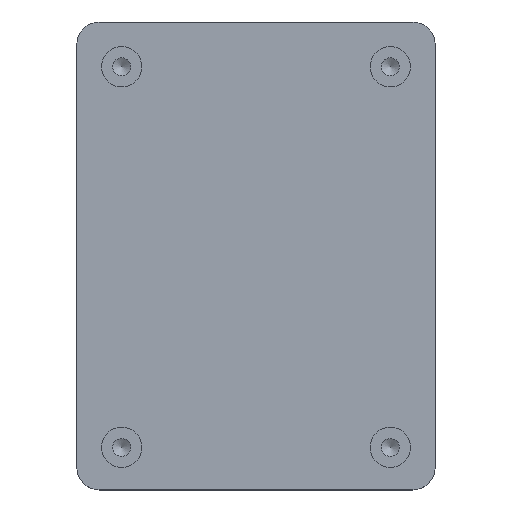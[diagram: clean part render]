
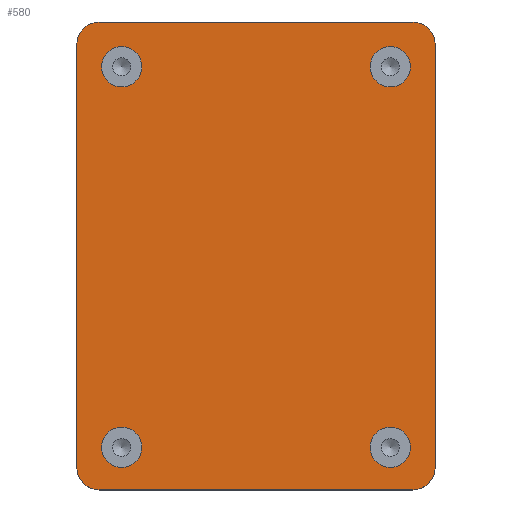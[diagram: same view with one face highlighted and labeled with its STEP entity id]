
A CAD part, top view. The second image highlights one B-rep face of the part: STEP entity #580.
In plain terms, the highlighted planar face has unit normal (0, 0, 1).
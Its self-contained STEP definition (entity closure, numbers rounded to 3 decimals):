
#31=FACE_BOUND('',#137,.T.);
#32=FACE_BOUND('',#138,.T.);
#33=FACE_BOUND('',#139,.T.);
#34=FACE_BOUND('',#140,.T.);
#52=PLANE('',#662);
#88=FACE_OUTER_BOUND('',#136,.T.);
#136=EDGE_LOOP('',(#519,#520,#521,#522,#523,#524,#525,#526));
#137=EDGE_LOOP('',(#527));
#138=EDGE_LOOP('',(#528));
#139=EDGE_LOOP('',(#529));
#140=EDGE_LOOP('',(#530));
#150=LINE('',#873,#192);
#165=LINE('',#912,#207);
#178=LINE('',#993,#220);
#181=LINE('',#1001,#223);
#192=VECTOR('',#690,10.);
#207=VECTOR('',#727,10.);
#220=VECTOR('',#826,10.);
#223=VECTOR('',#835,10.);
#233=CIRCLE('',#612,5.);
#234=CIRCLE('',#615,5.);
#251=CIRCLE('',#646,4.5);
#252=CIRCLE('',#649,4.5);
#253=CIRCLE('',#652,4.5);
#254=CIRCLE('',#655,4.5);
#255=CIRCLE('',#658,5.);
#256=CIRCLE('',#661,5.);
#267=VERTEX_POINT('',#870);
#268=VERTEX_POINT('',#872);
#279=VERTEX_POINT('',#904);
#280=VERTEX_POINT('',#906);
#281=VERTEX_POINT('',#910);
#299=VERTEX_POINT('',#967);
#301=VERTEX_POINT('',#974);
#303=VERTEX_POINT('',#981);
#305=VERTEX_POINT('',#988);
#306=VERTEX_POINT('',#992);
#307=VERTEX_POINT('',#996);
#308=VERTEX_POINT('',#1000);
#322=EDGE_CURVE('',#268,#267,#150,.T.);
#339=EDGE_CURVE('',#280,#279,#233,.T.);
#342=EDGE_CURVE('',#279,#281,#165,.T.);
#343=EDGE_CURVE('',#281,#268,#234,.T.);
#365=EDGE_CURVE('',#299,#299,#251,.T.);
#368=EDGE_CURVE('',#301,#301,#252,.T.);
#371=EDGE_CURVE('',#303,#303,#253,.T.);
#374=EDGE_CURVE('',#305,#305,#254,.T.);
#376=EDGE_CURVE('',#306,#280,#178,.T.);
#378=EDGE_CURVE('',#307,#306,#255,.T.);
#380=EDGE_CURVE('',#308,#307,#181,.T.);
#382=EDGE_CURVE('',#267,#308,#256,.T.);
#519=ORIENTED_EDGE('',*,*,#339,.T.);
#520=ORIENTED_EDGE('',*,*,#342,.T.);
#521=ORIENTED_EDGE('',*,*,#343,.T.);
#522=ORIENTED_EDGE('',*,*,#322,.T.);
#523=ORIENTED_EDGE('',*,*,#382,.T.);
#524=ORIENTED_EDGE('',*,*,#380,.T.);
#525=ORIENTED_EDGE('',*,*,#378,.T.);
#526=ORIENTED_EDGE('',*,*,#376,.T.);
#527=ORIENTED_EDGE('',*,*,#365,.T.);
#528=ORIENTED_EDGE('',*,*,#368,.T.);
#529=ORIENTED_EDGE('',*,*,#371,.T.);
#530=ORIENTED_EDGE('',*,*,#374,.T.);
#580=ADVANCED_FACE('',(#88,#31,#32,#33,#34),#52,.T.);
#612=AXIS2_PLACEMENT_3D('',#907,#721,#722);
#615=AXIS2_PLACEMENT_3D('',#914,#730,#731);
#646=AXIS2_PLACEMENT_3D('',#968,#797,#798);
#649=AXIS2_PLACEMENT_3D('',#975,#805,#806);
#652=AXIS2_PLACEMENT_3D('',#982,#813,#814);
#655=AXIS2_PLACEMENT_3D('',#989,#821,#822);
#658=AXIS2_PLACEMENT_3D('',#997,#830,#831);
#661=AXIS2_PLACEMENT_3D('',#1004,#839,#840);
#662=AXIS2_PLACEMENT_3D('',#1005,#841,#842);
#690=DIRECTION('',(0.,1.,0.));
#721=DIRECTION('center_axis',(0.,0.,1.));
#722=DIRECTION('ref_axis',(-1.,0.,0.));
#727=DIRECTION('',(1.,0.,0.));
#730=DIRECTION('center_axis',(0.,0.,1.));
#731=DIRECTION('ref_axis',(0.,-1.,0.));
#797=DIRECTION('center_axis',(0.,0.,-1.));
#798=DIRECTION('ref_axis',(1.,0.,0.));
#805=DIRECTION('center_axis',(0.,0.,-1.));
#806=DIRECTION('ref_axis',(1.,0.,0.));
#813=DIRECTION('center_axis',(0.,0.,-1.));
#814=DIRECTION('ref_axis',(1.,0.,0.));
#821=DIRECTION('center_axis',(0.,0.,-1.));
#822=DIRECTION('ref_axis',(1.,0.,0.));
#826=DIRECTION('',(0.,-1.,0.));
#830=DIRECTION('center_axis',(0.,0.,1.));
#831=DIRECTION('ref_axis',(0.,1.,0.));
#835=DIRECTION('',(-1.,0.,0.));
#839=DIRECTION('center_axis',(0.,0.,1.));
#840=DIRECTION('ref_axis',(1.,0.,0.));
#841=DIRECTION('center_axis',(0.,0.,1.));
#842=DIRECTION('ref_axis',(1.,0.,0.));
#870=CARTESIAN_POINT('',(40.,73.75,20.));
#872=CARTESIAN_POINT('',(40.,-20.75,20.));
#873=CARTESIAN_POINT('',(40.,73.75,20.));
#904=CARTESIAN_POINT('',(-35.,-25.75,20.));
#906=CARTESIAN_POINT('',(-40.,-20.75,20.));
#907=CARTESIAN_POINT('Origin',(-35.,-20.75,20.));
#910=CARTESIAN_POINT('',(35.,-25.75,20.));
#912=CARTESIAN_POINT('',(35.,-25.75,20.));
#914=CARTESIAN_POINT('Origin',(35.,-20.75,20.));
#967=CARTESIAN_POINT('',(-34.5,-16.25,20.));
#968=CARTESIAN_POINT('Origin',(-30.,-16.25,20.));
#974=CARTESIAN_POINT('',(25.5,68.75,20.));
#975=CARTESIAN_POINT('Origin',(30.,68.75,20.));
#981=CARTESIAN_POINT('',(-34.5,68.75,20.));
#982=CARTESIAN_POINT('Origin',(-30.,68.75,20.));
#988=CARTESIAN_POINT('',(25.5,-16.25,20.));
#989=CARTESIAN_POINT('Origin',(30.,-16.25,20.));
#992=CARTESIAN_POINT('',(-40.,73.75,20.));
#993=CARTESIAN_POINT('',(-40.,-20.75,20.));
#996=CARTESIAN_POINT('',(-35.,78.75,20.));
#997=CARTESIAN_POINT('Origin',(-35.,73.75,20.));
#1000=CARTESIAN_POINT('',(35.,78.75,20.));
#1001=CARTESIAN_POINT('',(-35.,78.75,20.));
#1004=CARTESIAN_POINT('Origin',(35.,73.75,20.));
#1005=CARTESIAN_POINT('Origin',(0.,26.5,20.));
